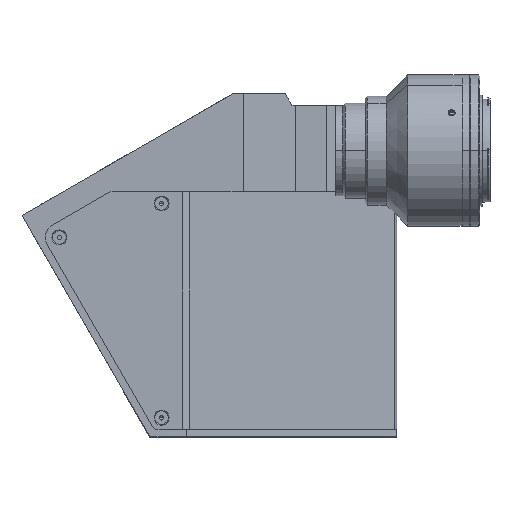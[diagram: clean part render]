
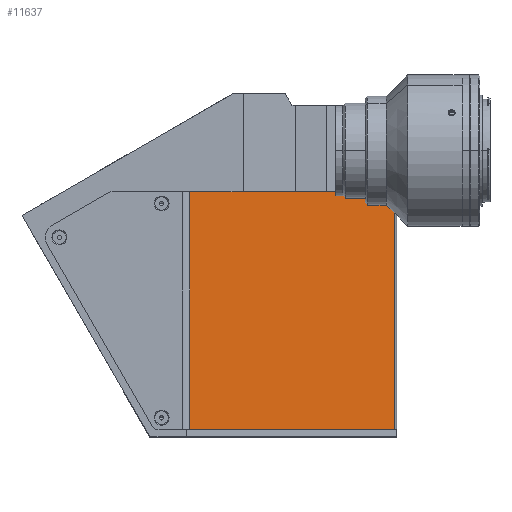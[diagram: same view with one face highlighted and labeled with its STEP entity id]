
A CAD part, top view. The second image highlights one B-rep face of the part: STEP entity #11637.
In plain terms, the highlighted planar face has unit normal (0.707, 0, 0.707).
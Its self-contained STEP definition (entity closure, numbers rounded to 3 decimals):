
#415 = CARTESIAN_POINT ( 'NONE',  ( -25.615, 41.5, 344.496 ) ) ;
#446 = VECTOR ( 'NONE', #11253, 1000. ) ;
#1228 = AXIS2_PLACEMENT_3D ( 'NONE', #2308, #6090, #9921 ) ;
#1717 = EDGE_LOOP ( 'NONE', ( #6125, #9358, #10977, #7415 ) ) ;
#2308 = CARTESIAN_POINT ( 'NONE',  ( 61.414, -59., 257.466 ) ) ;
#3140 = FACE_OUTER_BOUND ( 'NONE', #1717, .T. ) ;
#3555 = CARTESIAN_POINT ( 'NONE',  ( 60.828, -59., 258.052 ) ) ;
#3561 = EDGE_CURVE ( 'NONE', #9196, #11701, #4962, .T. ) ;
#4209 = PLANE ( 'NONE',  #1228 ) ;
#4214 = CARTESIAN_POINT ( 'NONE',  ( 61.414, 41.5, 257.466 ) ) ;
#4625 = EDGE_CURVE ( 'NONE', #11701, #11521, #7556, .T. ) ;
#4962 = LINE ( 'NONE', #4214, #6086 ) ;
#5845 = EDGE_CURVE ( 'NONE', #11973, #9196, #7558, .T. ) ;
#6086 = VECTOR ( 'NONE', #8812, 1000. ) ;
#6090 = DIRECTION ( 'NONE',  ( 0.707, 0., 0.707 ) ) ;
#6125 = ORIENTED_EDGE ( 'NONE', *, *, #3561, .F. ) ;
#6443 = VECTOR ( 'NONE', #8452, 1000. ) ;
#7415 = ORIENTED_EDGE ( 'NONE', *, *, #4625, .F. ) ;
#7556 = LINE ( 'NONE', #3555, #6443 ) ;
#7558 = LINE ( 'NONE', #9446, #446 ) ;
#7689 = DIRECTION ( 'NONE',  ( 0.707, 0., -0.707 ) ) ;
#7840 = CARTESIAN_POINT ( 'NONE',  ( -25.615, -59., 344.496 ) ) ;
#8452 = DIRECTION ( 'NONE',  ( 0., -1., 0. ) ) ;
#8812 = DIRECTION ( 'NONE',  ( 0.707, 0., -0.707 ) ) ;
#9196 = VERTEX_POINT ( 'NONE', #415 ) ;
#9358 = ORIENTED_EDGE ( 'NONE', *, *, #5845, .F. ) ;
#9371 = EDGE_CURVE ( 'NONE', #11973, #11521, #11312, .T. ) ;
#9446 = CARTESIAN_POINT ( 'NONE',  ( -25.615, -59., 344.496 ) ) ;
#9921 = DIRECTION ( 'NONE',  ( -0.707, 0., 0.707 ) ) ;
#10431 = CARTESIAN_POINT ( 'NONE',  ( 61.414, -59., 257.466 ) ) ;
#10977 = ORIENTED_EDGE ( 'NONE', *, *, #9371, .T. ) ;
#11195 = VECTOR ( 'NONE', #7689, 1000. ) ;
#11228 = CARTESIAN_POINT ( 'NONE',  ( 60.828, 41.5, 258.052 ) ) ;
#11253 = DIRECTION ( 'NONE',  ( 0., 1., 0. ) ) ;
#11312 = LINE ( 'NONE', #10431, #11195 ) ;
#11521 = VERTEX_POINT ( 'NONE', #11857 ) ;
#11637 = ADVANCED_FACE ( 'NONE', ( #3140 ), #4209, .T. ) ;
#11701 = VERTEX_POINT ( 'NONE', #11228 ) ;
#11857 = CARTESIAN_POINT ( 'NONE',  ( 60.828, -59., 258.052 ) ) ;
#11973 = VERTEX_POINT ( 'NONE', #7840 ) ;
